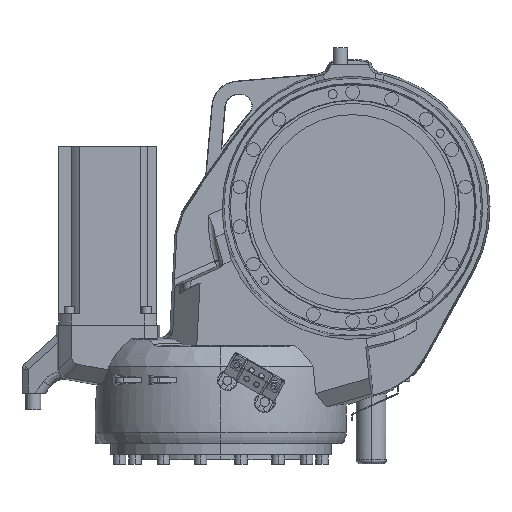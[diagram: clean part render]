
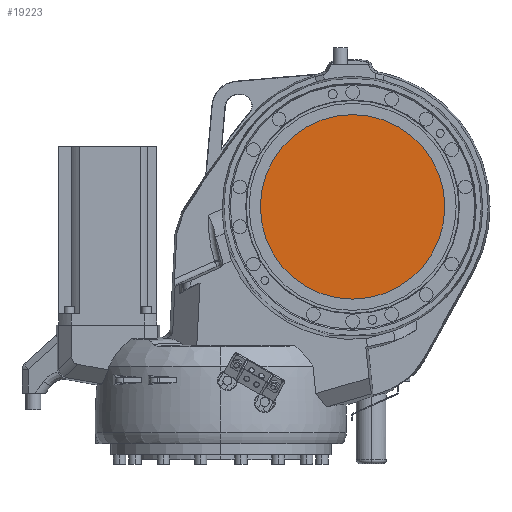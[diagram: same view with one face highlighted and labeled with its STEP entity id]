
A CAD part, front view. The second image highlights one B-rep face of the part: STEP entity #19223.
In plain terms, the highlighted planar face has unit normal (0, -1, 0).
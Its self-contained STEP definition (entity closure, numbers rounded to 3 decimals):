
#5538 = AXIS2_PLACEMENT_3D ( 'NONE', #8458, #8397, #8153 ) ;
#6325 = AXIS2_PLACEMENT_3D ( 'NONE', #7293, #7552, #7353 ) ;
#7293 = CARTESIAN_POINT ( 'NONE',  ( 175., -122.5, 495. ) ) ;
#7353 = DIRECTION ( 'NONE',  ( 0.174, 0., 0.985 ) ) ;
#7552 = DIRECTION ( 'NONE',  ( 0., -1., 0. ) ) ;
#8153 = DIRECTION ( 'NONE',  ( -0.044, 0., -0.999 ) ) ;
#8397 = DIRECTION ( 'NONE',  ( 0., 1., 0. ) ) ;
#8458 = CARTESIAN_POINT ( 'NONE',  ( 59.86, -122.5, 500.027 ) ) ;
#8922 = PLANE ( 'NONE',  #5538 ) ;
#9388 = VERTEX_POINT ( 'NONE', #18843 ) ;
#13543 = FACE_OUTER_BOUND ( 'NONE', #17692, .T. ) ;
#13582 = ORIENTED_EDGE ( 'NONE', *, *, #39590, .T. ) ;
#17692 = EDGE_LOOP ( 'NONE', ( #13582, #38539 ) ) ;
#18843 = CARTESIAN_POINT ( 'NONE',  ( 153.728, -122.5, 374.361 ) ) ;
#19223 = ADVANCED_FACE ( 'NONE', ( #13543 ), #8922, .F. ) ;
#20541 = DIRECTION ( 'NONE',  ( 0.174, 0., 0.985 ) ) ;
#20596 = DIRECTION ( 'NONE',  ( 0., -1., 0. ) ) ;
#20761 = EDGE_CURVE ( 'NONE', #31498, #9388, #34010, .T. ) ;
#20773 = CARTESIAN_POINT ( 'NONE',  ( 175., -122.5, 495. ) ) ;
#31498 = VERTEX_POINT ( 'NONE', #35565 ) ;
#31662 = CIRCLE ( 'NONE', #6325, 122.5 ) ;
#34010 = CIRCLE ( 'NONE', #47084, 122.5 ) ;
#35565 = CARTESIAN_POINT ( 'NONE',  ( 196.272, -122.5, 615.639 ) ) ;
#38539 = ORIENTED_EDGE ( 'NONE', *, *, #20761, .T. ) ;
#39590 = EDGE_CURVE ( 'NONE', #9388, #31498, #31662, .T. ) ;
#47084 = AXIS2_PLACEMENT_3D ( 'NONE', #20773, #20596, #20541 ) ;
